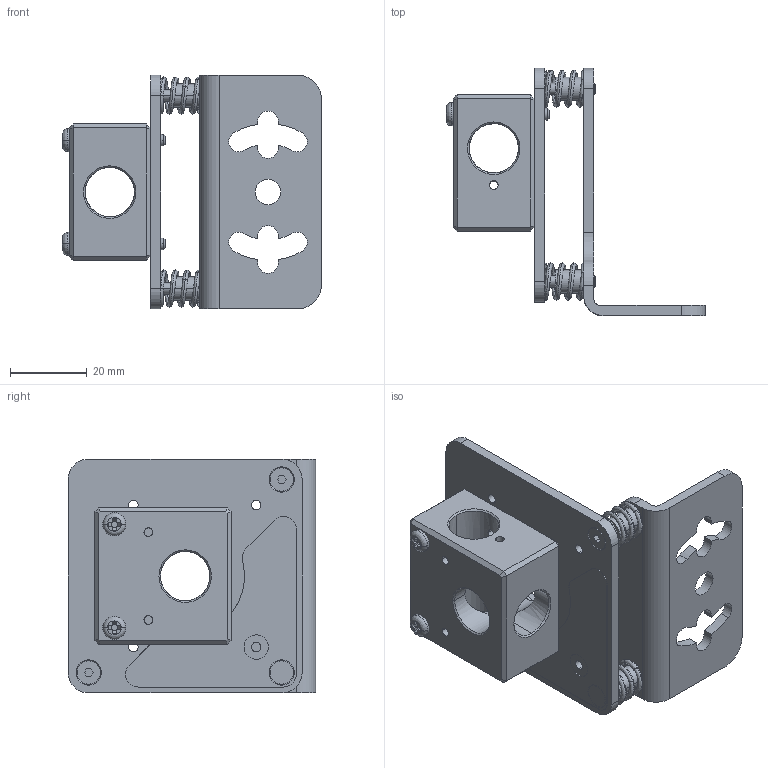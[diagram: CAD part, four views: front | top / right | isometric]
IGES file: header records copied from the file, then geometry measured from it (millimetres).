
Start section:  PTC IGES file: 156800.igs
Global section: file name: 156800.igs; native system: Pro/ENGINEER by Parametric Technology Corporation; preprocessor: 2009141; author: banengservice; organization: Unknown; date: 20111006.094952; units: inch
Bounding box: 67.54 x 64.52 x 60.96 mm (x, y, z)
Volume: 34631.3 mm3; surface area: 24463.1 mm2
Topology: 1 solids, 1 shells, 330 faces, 837 edges, 523 vertices
Faces by surface type: revolution 184, bspline 143, extrusion 3
